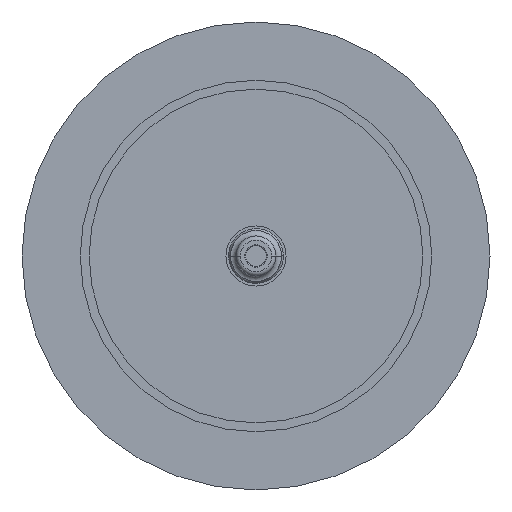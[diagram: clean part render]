
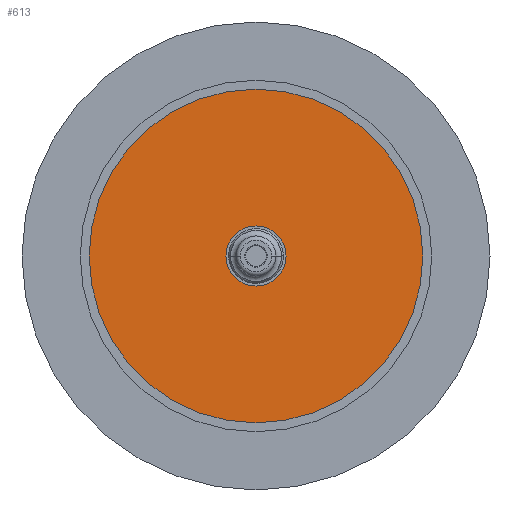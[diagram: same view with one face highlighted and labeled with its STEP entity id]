
A CAD part, front view. The second image highlights one B-rep face of the part: STEP entity #613.
In plain terms, the highlighted planar face has unit normal (0, -1, 0).
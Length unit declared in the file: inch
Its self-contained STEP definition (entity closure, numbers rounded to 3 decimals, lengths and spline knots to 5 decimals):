
#31 = VERTEX_POINT ( 'NONE', #442 ) ;
#34 = VERTEX_POINT ( 'NONE', #420 ) ;
#40 = VERTEX_POINT ( 'NONE', #456 ) ;
#69 = DIRECTION ( 'NONE',  ( 0., 0., 1. ) ) ;
#70 = DIRECTION ( 'NONE',  ( 0., 1., 0. ) ) ;
#71 = CARTESIAN_POINT ( 'NONE',  ( 0., 0., 0. ) ) ;
#108 = DIRECTION ( 'NONE',  ( 0., 0., 1. ) ) ;
#124 = DIRECTION ( 'NONE',  ( 0., 0., 1. ) ) ;
#125 = CARTESIAN_POINT ( 'NONE',  ( 0., 0., 0. ) ) ;
#142 = DIRECTION ( 'NONE',  ( 0., 1., 0. ) ) ;
#164 = CARTESIAN_POINT ( 'NONE',  ( 0., 0., 0. ) ) ;
#165 = DIRECTION ( 'NONE',  ( 0., 1., 0. ) ) ;
#166 = DIRECTION ( 'NONE',  ( 0., 0., 1. ) ) ;
#177 = CARTESIAN_POINT ( 'NONE',  ( 0., 0., 0. ) ) ;
#179 = DIRECTION ( 'NONE',  ( 0., 1., 0. ) ) ;
#204 = VERTEX_POINT ( 'NONE', #498 ) ;
#420 = CARTESIAN_POINT ( 'NONE',  ( 0., 0., 0.77 ) ) ;
#442 = CARTESIAN_POINT ( 'NONE',  ( 0., 0., 0.1385 ) ) ;
#456 = CARTESIAN_POINT ( 'NONE',  ( 0., 0., -0.77 ) ) ;
#498 = CARTESIAN_POINT ( 'NONE',  ( 0., 0., -0.1385 ) ) ;
#613 = ADVANCED_FACE ( 'NONE', ( #1477, #1347 ), #1771, .T. ) ;
#638 = AXIS2_PLACEMENT_3D ( 'NONE', #125, #142, #124 ) ;
#788 = CIRCLE ( 'NONE', #1683, 0.77 ) ;
#862 = CIRCLE ( 'NONE', #638, 0.1385 ) ;
#917 = CIRCLE ( 'NONE', #1685, 0.1385 ) ;
#1000 = ORIENTED_EDGE ( 'NONE', *, *, #1237, .F. ) ;
#1115 = EDGE_LOOP ( 'NONE', ( #1346, #1452 ) ) ;
#1148 = EDGE_LOOP ( 'NONE', ( #1439, #1000 ) ) ;
#1237 = EDGE_CURVE ( 'NONE', #40, #34, #1418, .T. ) ;
#1346 = ORIENTED_EDGE ( 'NONE', *, *, #1536, .T. ) ;
#1347 = FACE_OUTER_BOUND ( 'NONE', #1148, .T. ) ;
#1418 = CIRCLE ( 'NONE', #1679, 0.77 ) ;
#1439 = ORIENTED_EDGE ( 'NONE', *, *, #1534, .F. ) ;
#1452 = ORIENTED_EDGE ( 'NONE', *, *, #1545, .T. ) ;
#1477 = FACE_BOUND ( 'NONE', #1115, .T. ) ;
#1534 = EDGE_CURVE ( 'NONE', #34, #40, #788, .T. ) ;
#1536 = EDGE_CURVE ( 'NONE', #31, #204, #917, .T. ) ;
#1545 = EDGE_CURVE ( 'NONE', #204, #31, #862, .T. ) ;
#1642 = AXIS2_PLACEMENT_3D ( 'NONE', #1822, #1782, #1758 ) ;
#1679 = AXIS2_PLACEMENT_3D ( 'NONE', #71, #70, #69 ) ;
#1683 = AXIS2_PLACEMENT_3D ( 'NONE', #164, #165, #166 ) ;
#1685 = AXIS2_PLACEMENT_3D ( 'NONE', #177, #179, #108 ) ;
#1758 = DIRECTION ( 'NONE',  ( 0., 0., -1. ) ) ;
#1771 = PLANE ( 'NONE',  #1642 ) ;
#1782 = DIRECTION ( 'NONE',  ( 0., -1., 0. ) ) ;
#1822 = CARTESIAN_POINT ( 'NONE',  ( -0.77, 0., 0. ) ) ;
